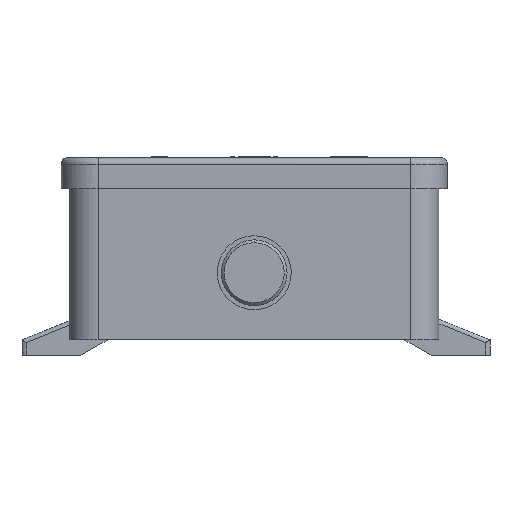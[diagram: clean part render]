
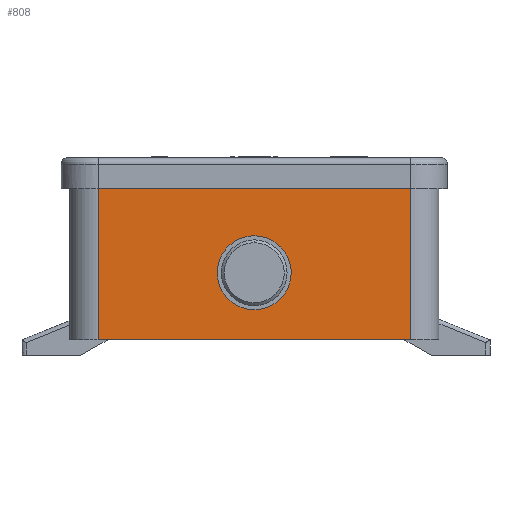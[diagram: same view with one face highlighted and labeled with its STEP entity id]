
A CAD part, left-side view. The second image highlights one B-rep face of the part: STEP entity #808.
In plain terms, the highlighted planar face has unit normal (-1, 0, 0).
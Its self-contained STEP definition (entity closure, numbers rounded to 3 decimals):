
#93=FACE_BOUND('',#2626,.T.);
#808=ADVANCED_FACE('',(#1686,#93),#14525,.T.);
#1686=FACE_OUTER_BOUND('',#2625,.T.);
#2625=EDGE_LOOP('',(#6568,#6569,#6570,#6571));
#2626=EDGE_LOOP('',(#6572,#6573));
#6568=ORIENTED_EDGE('',*,*,#9376,.F.);
#6569=ORIENTED_EDGE('',*,*,#9377,.F.);
#6570=ORIENTED_EDGE('',*,*,#9378,.F.);
#6571=ORIENTED_EDGE('',*,*,#9375,.F.);
#6572=ORIENTED_EDGE('',*,*,#9341,.T.);
#6573=ORIENTED_EDGE('',*,*,#9844,.T.);
#9341=EDGE_CURVE('',#13398,#13732,#10129,.T.);
#9375=EDGE_CURVE('',#13437,#13440,#11914,.T.);
#9376=EDGE_CURVE('',#13438,#13437,#11915,.T.);
#9377=EDGE_CURVE('',#13439,#13438,#11916,.T.);
#9378=EDGE_CURVE('',#13440,#13439,#11917,.T.);
#9844=EDGE_CURVE('',#13732,#13398,#10342,.T.);
#10129=(
BOUNDED_CURVE()
B_SPLINE_CURVE(2,(#27891,#27892,#27893,#27894,#27895,#27896,#27897,#27898,
#27899),.UNSPECIFIED.,.F.,.F.)
B_SPLINE_CURVE_WITH_KNOTS((3,2,2,2,3),(-56.549,-42.482,
-42.412,-40.912,-28.274),.UNSPECIFIED.)
CURVE()
GEOMETRIC_REPRESENTATION_ITEM()
RATIONAL_B_SPLINE_CURVE((1.,0.709,0.997,0.999,
1.,0.969,0.944,0.738,1.))
REPRESENTATION_ITEM('')
);
#10342=(
BOUNDED_CURVE()
B_SPLINE_CURVE(2,(#30692,#30693,#30694,#30695,#30696),.UNSPECIFIED.,.F.,
 .F.)
B_SPLINE_CURVE_WITH_KNOTS((3,2,3),(-28.274,-14.137,
0.),.UNSPECIFIED.)
CURVE()
GEOMETRIC_REPRESENTATION_ITEM()
RATIONAL_B_SPLINE_CURVE((1.,0.707,1.,0.707,1.))
REPRESENTATION_ITEM('')
);
#11914=B_SPLINE_CURVE_WITH_KNOTS('',1,(#28402,#28403,#28404,#28405,#28406,
#28407),.UNSPECIFIED.,.F.,.F.,(2,1,1,1,1,2),(-76.,-59.61,-56.81,
-19.61,-16.81,0.),.UNSPECIFIED.);
#11915=B_SPLINE_CURVE_WITH_KNOTS('',1,(#28408,#28409),.UNSPECIFIED.,.F.,
 .F.,(2,2),(112.8,149.6),.UNSPECIFIED.);
#11916=B_SPLINE_CURVE_WITH_KNOTS('',1,(#28410,#28411),.UNSPECIFIED.,.F.,
 .F.,(2,2),(36.8,112.8),.UNSPECIFIED.);
#11917=B_SPLINE_CURVE_WITH_KNOTS('',1,(#28412,#28413),.UNSPECIFIED.,.F.,
 .F.,(2,2),(0.,36.8),.UNSPECIFIED.);
#13398=VERTEX_POINT('',#27360);
#13437=VERTEX_POINT('',#27399);
#13438=VERTEX_POINT('',#27400);
#13439=VERTEX_POINT('',#27401);
#13440=VERTEX_POINT('',#27402);
#13732=VERTEX_POINT('',#27694);
#14525=PLANE('',#15329);
#15329=AXIS2_PLACEMENT_3D('',#24798,#15962,$);
#15962=DIRECTION('',(-1.,0.,0.));
#24798=CARTESIAN_POINT('',(-92.,-38.76,-43.168));
#27360=CARTESIAN_POINT('',(-92.,9.,-26.5));
#27399=CARTESIAN_POINT('',(-92.,-38.,-42.8));
#27400=CARTESIAN_POINT('',(-92.,-38.,-6.));
#27401=CARTESIAN_POINT('',(-92.,38.,-6.));
#27402=CARTESIAN_POINT('',(-92.,38.,-42.8));
#27694=CARTESIAN_POINT('',(-92.,-9.,-26.5));
#27891=CARTESIAN_POINT('',(-92.,9.,-26.5));
#27892=CARTESIAN_POINT('',(-92.,9.,-17.564));
#27893=CARTESIAN_POINT('',(-92.,0.064,-17.5));
#27894=CARTESIAN_POINT('',(-92.,0.032,-17.5));
#27895=CARTESIAN_POINT('',(-92.,0.,-17.5));
#27896=CARTESIAN_POINT('',(-92.,-0.697,-17.5));
#27897=CARTESIAN_POINT('',(-92.,-1.385,-17.607));
#27898=CARTESIAN_POINT('',(-92.,-9.,-18.793));
#27899=CARTESIAN_POINT('',(-92.,-9.,-26.5));
#28402=CARTESIAN_POINT('',(-92.,-38.,-42.8));
#28403=CARTESIAN_POINT('',(-92.,-21.61,-42.8));
#28404=CARTESIAN_POINT('',(-92.,-18.81,-42.8));
#28405=CARTESIAN_POINT('',(-92.,18.39,-42.8));
#28406=CARTESIAN_POINT('',(-92.,21.19,-42.8));
#28407=CARTESIAN_POINT('',(-92.,38.,-42.8));
#28408=CARTESIAN_POINT('',(-92.,-38.,-6.));
#28409=CARTESIAN_POINT('',(-92.,-38.,-42.8));
#28410=CARTESIAN_POINT('',(-92.,38.,-6.));
#28411=CARTESIAN_POINT('',(-92.,-38.,-6.));
#28412=CARTESIAN_POINT('',(-92.,38.,-42.8));
#28413=CARTESIAN_POINT('',(-92.,38.,-6.));
#30692=CARTESIAN_POINT('',(-92.,-9.,-26.5));
#30693=CARTESIAN_POINT('',(-92.,-9.,-35.5));
#30694=CARTESIAN_POINT('',(-92.,0.,-35.5));
#30695=CARTESIAN_POINT('',(-92.,9.,-35.5));
#30696=CARTESIAN_POINT('',(-92.,9.,-26.5));
